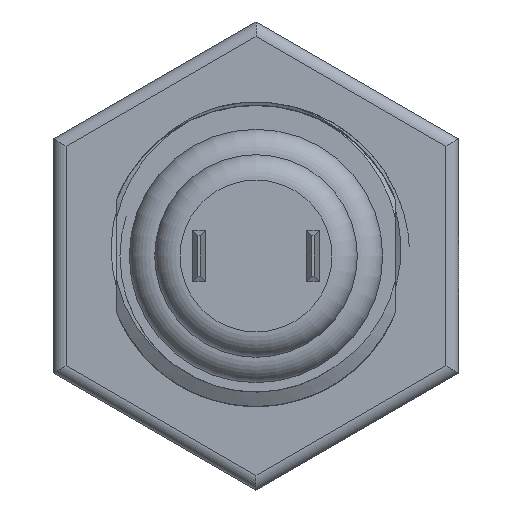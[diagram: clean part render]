
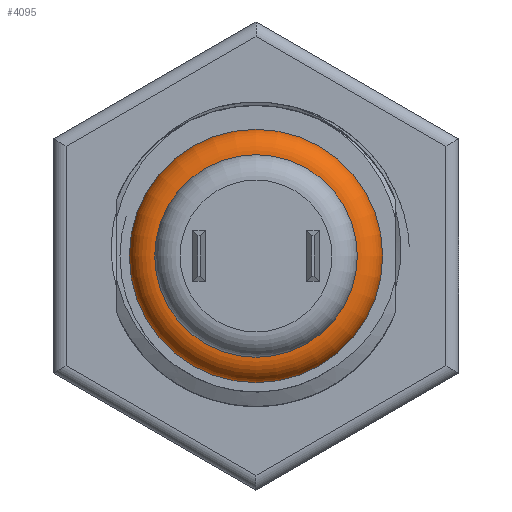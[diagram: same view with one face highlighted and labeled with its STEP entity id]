
A CAD part, left-side view. The second image highlights one B-rep face of the part: STEP entity #4095.
In plain terms, the highlighted toroidal (fillet/blend) face has major radius 4 mm and minor radius 1 mm.
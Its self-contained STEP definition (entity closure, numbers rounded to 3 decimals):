
#67=TOROIDAL_SURFACE('',#4382,4.,1.);
#291=FACE_OUTER_BOUND('',#540,.T.);
#540=EDGE_LOOP('',(#2972,#2973,#2974,#2975,#2976,#2977));
#764=CIRCLE('',#4379,4.);
#765=CIRCLE('',#4380,4.);
#766=CIRCLE('',#4383,1.);
#767=CIRCLE('',#4384,5.);
#768=CIRCLE('',#4385,5.);
#1761=VERTEX_POINT('',#6781);
#1762=VERTEX_POINT('',#6783);
#1763=VERTEX_POINT('',#6788);
#1764=VERTEX_POINT('',#6790);
#2213=EDGE_CURVE('',#1762,#1761,#764,.T.);
#2214=EDGE_CURVE('',#1761,#1762,#765,.T.);
#2215=EDGE_CURVE('',#1762,#1763,#766,.T.);
#2216=EDGE_CURVE('',#1763,#1764,#767,.T.);
#2217=EDGE_CURVE('',#1764,#1763,#768,.T.);
#2972=ORIENTED_EDGE('',*,*,#2214,.T.);
#2973=ORIENTED_EDGE('',*,*,#2215,.T.);
#2974=ORIENTED_EDGE('',*,*,#2216,.T.);
#2975=ORIENTED_EDGE('',*,*,#2217,.T.);
#2976=ORIENTED_EDGE('',*,*,#2215,.F.);
#2977=ORIENTED_EDGE('',*,*,#2213,.T.);
#4095=ADVANCED_FACE('',(#291),#67,.T.);
#4379=AXIS2_PLACEMENT_3D('',#6784,#4988,#4989);
#4380=AXIS2_PLACEMENT_3D('',#6785,#4990,#4991);
#4382=AXIS2_PLACEMENT_3D('',#6787,#4994,#4995);
#4383=AXIS2_PLACEMENT_3D('',#6789,#4996,#4997);
#4384=AXIS2_PLACEMENT_3D('',#6791,#4998,#4999);
#4385=AXIS2_PLACEMENT_3D('',#6792,#5000,#5001);
#4988=DIRECTION('center_axis',(1.,0.,0.));
#4989=DIRECTION('ref_axis',(0.,-1.,0.));
#4990=DIRECTION('center_axis',(1.,0.,0.));
#4991=DIRECTION('ref_axis',(0.,-1.,0.));
#4994=DIRECTION('center_axis',(-1.,0.,0.));
#4995=DIRECTION('ref_axis',(0.,0.,1.));
#4996=DIRECTION('center_axis',(0.,-1.,0.));
#4997=DIRECTION('ref_axis',(0.,0.,-1.));
#4998=DIRECTION('center_axis',(-1.,0.,0.));
#4999=DIRECTION('ref_axis',(0.,-1.,0.));
#5000=DIRECTION('center_axis',(-1.,0.,0.));
#5001=DIRECTION('ref_axis',(0.,-1.,0.));
#6781=CARTESIAN_POINT('',(-17.,4.,0.));
#6783=CARTESIAN_POINT('',(-17.,0.,-4.));
#6784=CARTESIAN_POINT('Origin',(-17.,0.,0.));
#6785=CARTESIAN_POINT('Origin',(-17.,0.,0.));
#6787=CARTESIAN_POINT('Origin',(-16.,0.,0.));
#6788=CARTESIAN_POINT('',(-16.,0.,-5.));
#6789=CARTESIAN_POINT('Origin',(-16.,0.,-4.));
#6790=CARTESIAN_POINT('',(-16.,5.,0.));
#6791=CARTESIAN_POINT('Origin',(-16.,0.,0.));
#6792=CARTESIAN_POINT('Origin',(-16.,0.,0.));
